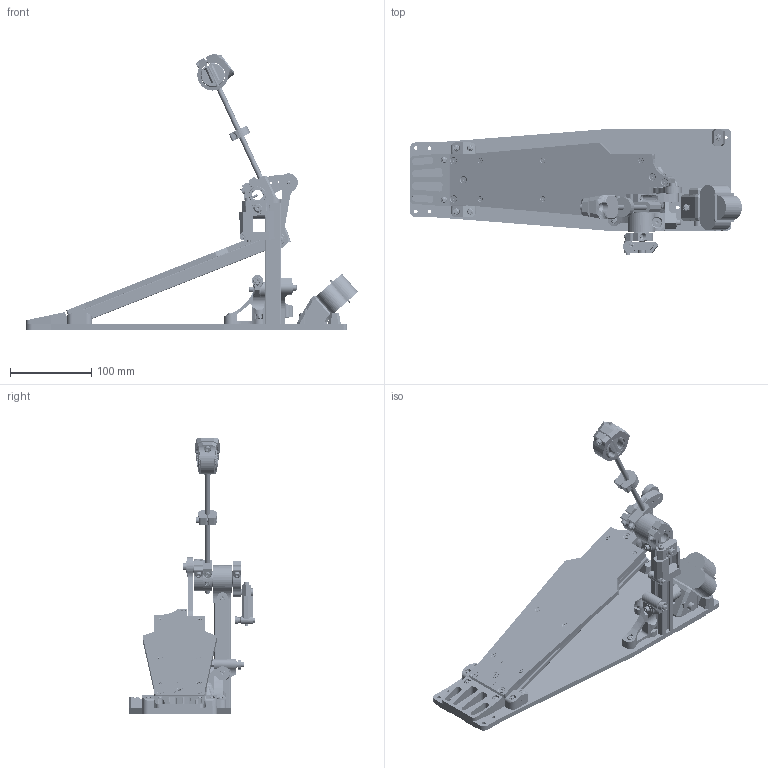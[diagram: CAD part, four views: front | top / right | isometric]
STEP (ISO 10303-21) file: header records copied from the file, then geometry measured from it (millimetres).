
FILE_DESCRIPTION(/* description */ ('STEP AP242','CAx-IF Rec.Pracs.---Representation and Presentation of Product Manufacturing Information (PMI)---4.0---2014-10-13','CAx-IF Rec.Pracs.---3D Tessellated Geometry---0.4---2014-09-14','2;1'),/* implementation_level */ '2;1');
FILE_NAME(/* name */ '61c5d7fd569f3517eb7ce1a4',/* time_stamp */ '2021-12-24T14:24:01+00:00',/* author */ (''),/* organization */ (''),/* preprocessor_version */ 'ST-DEVELOPER v18.101',/* originating_system */ ' ',/* authorisation */ ' ');
FILE_SCHEMA (('AP242_MANAGED_MODEL_BASED_3D_ENGINEERING_MIM_LF { 1 0 10303 442 1 1 4 }'));
Products named in the file (65): Main Assembly; DP - Direct; Assembly Shortboard <1>; Hex socket countersunk head screw M3x0.5 x 10; DP - Frame Tube - Floor Shortboard; Hex socket countersunk head screw M4x0.7 x 12; DP - Shortboard; M3 T-Slot Bolt Assembly <4>; Hex socket head cap screw M3x0.50 x 10; Hex nut grade A & B M3x0.5; Plain washer large grade A M3; DP - Board Base - Direct; M3 T-Slot Bolt Assembly <3>; M3 T-Slot Bolt Assembly <2>; DP - Heel Shaft Base; M3 T-Slot Bolt Assembly <1>; 01c - Layout Board <1>; Dowel Pin 6 x 80; Shoulder Screw; 05.0 x 13 x 04.0 - F 695 ZZ Flanged Ball Bearing; M4 Thread Insert; Assembly Frame <1>; Hex socket countersunk head screw M4x0.7 x 20; DP - Shaft Spacer Long; Prevailing torque nut M4x0.7; DP - Stopper; DP - Velcro; DP - Base; DP - Bearing Mount; Hex socket countersunk head screw M6x1 x 20; DP - Self-Kick Absorber; DP - Strengthener Width; DP - Heel Pillow Block; DP - Self-Kick Jack Frame; DP - Self-Kick Pad; Hex socket head cap screw M4x0.70 x 20; M4 T-Slot Bolt Assembly <1>; Plain washer large grade A M4; T-Slot Nut - M4 Drop-In; DP - Self-Kick Hit ...
Assembly tree (146 placements, depth 4):
  Main Assembly
    DP - Direct
    Assembly Shortboard <1>
      Hex socket countersunk head screw M3x0.5 x 10  x6
      DP - Frame Tube - Floor Shortboard  x2
      Hex socket countersunk head screw M4x0.7 x 12  x5
      DP - Shortboard
      M3 T-Slot Bolt Assembly <4>
        Hex socket head cap screw M3x0.50 x 10
        Hex nut grade A & B M3x0.5
        Plain washer large grade A M3
      DP - Board Base - Direct
      M3 T-Slot Bolt Assembly <3>
        Hex socket head cap screw M3x0.50 x 10
        Hex nut grade A & B M3x0.5
        Plain washer large grade A M3
      M3 T-Slot Bolt Assembly <2>
        Plain washer large grade A M3
        Hex nut grade A & B M3x0.5
        Hex socket head cap screw M3x0.50 x 10
      DP - Heel Shaft Base
      M3 T-Slot Bolt Assembly <1>
        Plain washer large grade A M3
        Hex socket head cap screw M3x0.50 x 10
        Hex nut grade A & B M3x0.5
      01c - Layout Board <1>
        Dowel Pin 6 x 80
        Shoulder Screw
        05.0 x 13 x 04.0 - F 695 ZZ Flanged Ball Bearing  x2
        M4 Thread Insert
    Assembly Frame <1>
      Hex socket countersunk head screw M4x0.7 x 20  x13
      DP - Shaft Spacer Long
      Prevailing torque nut M4x0.7  x14
      DP - Stopper  x2
      DP - Velcro  x4
      DP - Base
      DP - Bearing Mount
      Hex socket countersunk head screw M6x1 x 20  x2
      DP - Self-Kick Absorber
      DP - Strengthener Width
      DP - Self-Kick Jack Frame
      DP - Self-Kick Pad
      Hex socket head cap screw M4x0.70 x 20
      M4 T-Slot Bolt Assembly <1>
        Hex socket head cap screw M4x0.70 x 20
        Plain washer large grade A M4
        T-Slot Nut - M4 Drop-In
      DP - Self-Kick Hit
      DP - Vertical Frame
      DP - Heel Pillow Block
      01a - Layout Frame <1>
        CONN JACK STEREO 1/4"
        6.00 x 10.00 Sleeve Bearing  x2
        04.0 x 12 x 04.0 - 604 ZZ Ball Bearing
      DP - Feet - Strengthener Length
      M4 T-Slot Bolt Assembly <3>
        Hex socket head cap screw M4x0.70 x 20
        T-Slot Nut - M4 Drop-In
        Plain washer large grade A M4
Bounding box: 407.59 x 155 x 339.67 mm (x, y, z)
Volume: 789626.7 mm3; surface area: 400610.7 mm2
Topology: 137 solids, 137 shells, 4078 faces, 10166 edges, 6475 vertices
Faces by surface type: plane 1892, cylinder 1290, cone 488, bspline 255, torus 153
Full cylindrical faces by diameter (mm): 2.459 x4, 2.5 x4, 2.75 x4, 2.857 x3, 3 x13, 3.242 x14, 3.3 x17, 3.4 x8, 3.5 x6, 3.6 x3, 4 x33, 4.5 x61, 4.6 x1, 4.707 x11, 4.9 x14, 5 x10, 5.3 x2, 5.4 x3, 5.48 x1, 5.5 x17, 5.54 x7, 5.6 x8, 6 x14, 6.3 x11, 6.5 x2, 6.6 x2, 6.68 x1, 6.72 x1, 7 x37, 7.53 x19
Entity records: 73990 total; most frequent: CARTESIAN_POINT 16704, ORIENTED_EDGE 11386, DIRECTION 11137, EDGE_CURVE 5693, AXIS2_PLACEMENT_3D 4155, VERTEX_POINT 3903, FACE_BOUND 2890, EDGE_LOOP 2880
